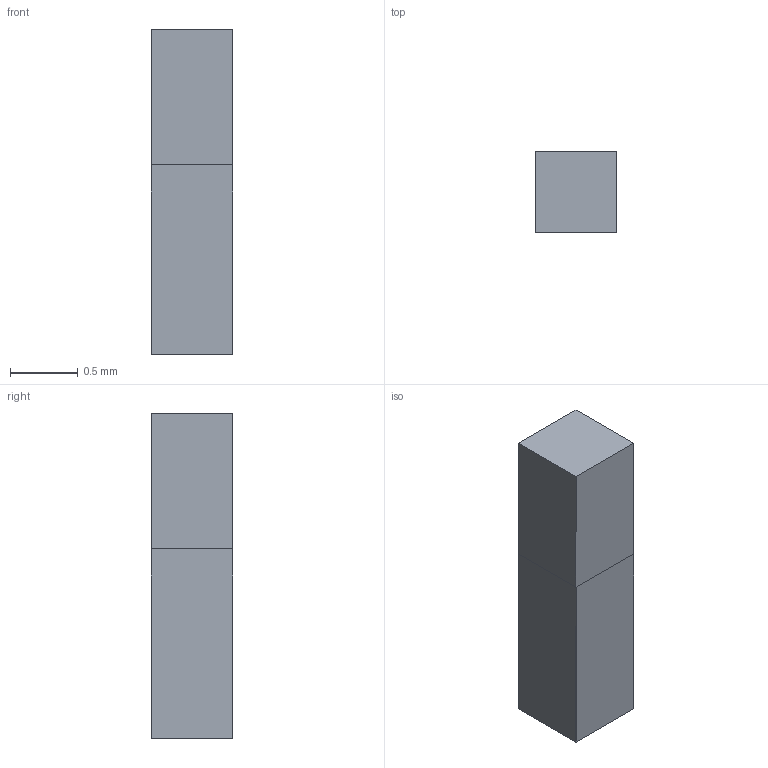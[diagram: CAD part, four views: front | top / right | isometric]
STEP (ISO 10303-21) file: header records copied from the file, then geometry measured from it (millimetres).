
FILE_DESCRIPTION( ( 'STEP AP214' ), '1' );
FILE_NAME( 'a.stp', '2007-12-31T14:37:13', ( ' ' ), ( ' ' ), 'XStep 1.0', ' ', ' ' );
FILE_SCHEMA( ( 'automotive_design' ) );
Length unit declared in the file: millimetre
Products named in the file (11): Rectangle1; Rectangle2; Rectangle3; Rectangle4; Rectangle5; Rectangle6; Rectangle7; Rectangle8; Rectangle9; Rectangle10; Rectangle11
Bounding box: 0.6 x 0.6 x 2.4 mm (x, y, z)
Surface area: 6.8 mm2 (no closed solid volume)
Topology: 0 solids, 11 shells, 11 faces, 44 edges, 44 vertices
Faces by surface type: plane 11
Entity records: 830 total; most frequent: CARTESIAN_POINT 110, DIRECTION 88, ORIENTED_EDGE 44, EDGE_CURVE 44, VERTEX_POINT 44, LINE 44, VECTOR 44, STYLED_ITEM 22
